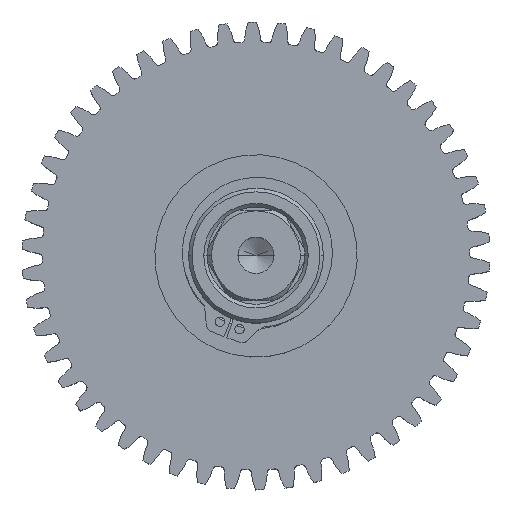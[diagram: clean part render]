
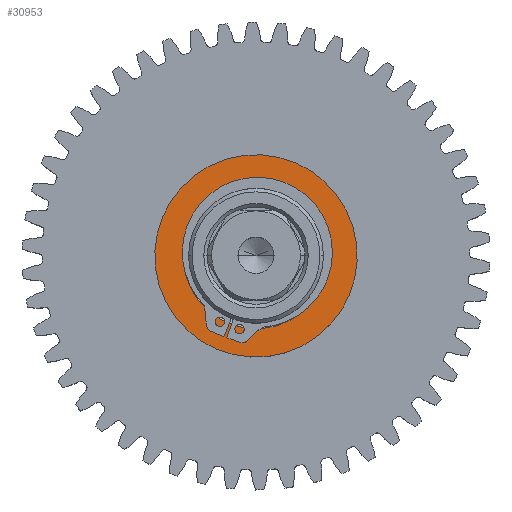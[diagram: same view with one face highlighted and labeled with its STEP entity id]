
A CAD part, top view. The second image highlights one B-rep face of the part: STEP entity #30953.
In plain terms, the highlighted face is planar.
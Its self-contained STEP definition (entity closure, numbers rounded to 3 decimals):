
#867 = CARTESIAN_POINT ( 'NONE',  ( -10.275, 0., -3.048 ) ) ;
#1420 = AXIS2_PLACEMENT_3D ( 'NONE', #17235, #39529, #20461 ) ;
#4473 = CIRCLE ( 'NONE', #30343, 10.275 ) ;
#4612 = VERTEX_POINT ( 'NONE', #25498 ) ;
#6794 = AXIS2_PLACEMENT_3D ( 'NONE', #24355, #24347, #24315 ) ;
#7196 = VERTEX_POINT ( 'NONE', #37592 ) ;
#8404 = FACE_BOUND ( 'NONE', #19971, .T. ) ;
#9074 = CARTESIAN_POINT ( 'NONE',  ( 14.288, 0., -3.048 ) ) ;
#9175 = EDGE_CURVE ( 'NONE', #13284, #4612, #16998, .T. ) ;
#9409 = FACE_OUTER_BOUND ( 'NONE', #19461, .T. ) ;
#13284 = VERTEX_POINT ( 'NONE', #9074 ) ;
#14964 = DIRECTION ( 'NONE',  ( 0., 0., 1. ) ) ;
#15527 = PLANE ( 'NONE',  #16910 ) ;
#16910 = AXIS2_PLACEMENT_3D ( 'NONE', #37848, #41027, #21987 ) ;
#16998 = CIRCLE ( 'NONE', #6794, 14.288 ) ;
#17235 = CARTESIAN_POINT ( 'NONE',  ( 0., 0., -3.048 ) ) ;
#19149 = DIRECTION ( 'NONE',  ( 0., 0., 1. ) ) ;
#19461 = EDGE_LOOP ( 'NONE', ( #22050, #22298 ) ) ;
#19971 = EDGE_LOOP ( 'NONE', ( #21236, #21514 ) ) ;
#20461 = DIRECTION ( 'NONE',  ( 1., 0., 0. ) ) ;
#21236 = ORIENTED_EDGE ( 'NONE', *, *, #24508, .T. ) ;
#21514 = ORIENTED_EDGE ( 'NONE', *, *, #27325, .T. ) ;
#21987 = DIRECTION ( 'NONE',  ( 1., 0., 0. ) ) ;
#22050 = ORIENTED_EDGE ( 'NONE', *, *, #9175, .F. ) ;
#22298 = ORIENTED_EDGE ( 'NONE', *, *, #36498, .F. ) ;
#24315 = DIRECTION ( 'NONE',  ( 1., 0., 0. ) ) ;
#24347 = DIRECTION ( 'NONE',  ( 0., 0., 1. ) ) ;
#24355 = CARTESIAN_POINT ( 'NONE',  ( 0., 0., -3.048 ) ) ;
#24508 = EDGE_CURVE ( 'NONE', #33762, #7196, #30096, .T. ) ;
#25498 = CARTESIAN_POINT ( 'NONE',  ( -14.288, 0., -3.048 ) ) ;
#27325 = EDGE_CURVE ( 'NONE', #7196, #33762, #4473, .T. ) ;
#30096 = CIRCLE ( 'NONE', #40164, 10.275 ) ;
#30343 = AXIS2_PLACEMENT_3D ( 'NONE', #34104, #14964, #37312 ) ;
#30953 = ADVANCED_FACE ( 'NONE', ( #8404, #9409 ), #15527, .F. ) ;
#33624 = CIRCLE ( 'NONE', #1420, 14.288 ) ;
#33762 = VERTEX_POINT ( 'NONE', #867 ) ;
#34104 = CARTESIAN_POINT ( 'NONE',  ( 0., 0., -3.048 ) ) ;
#36498 = EDGE_CURVE ( 'NONE', #4612, #13284, #33624, .T. ) ;
#37312 = DIRECTION ( 'NONE',  ( 1., 0., 0. ) ) ;
#37592 = CARTESIAN_POINT ( 'NONE',  ( 10.275, 0., -3.048 ) ) ;
#37848 = CARTESIAN_POINT ( 'NONE',  ( 0., 14.288, -3.048 ) ) ;
#38223 = CARTESIAN_POINT ( 'NONE',  ( 0., 0., -3.048 ) ) ;
#39529 = DIRECTION ( 'NONE',  ( 0., 0., 1. ) ) ;
#40164 = AXIS2_PLACEMENT_3D ( 'NONE', #38223, #19149, #41395 ) ;
#41027 = DIRECTION ( 'NONE',  ( 0., 0., 1. ) ) ;
#41395 = DIRECTION ( 'NONE',  ( 1., 0., 0. ) ) ;
